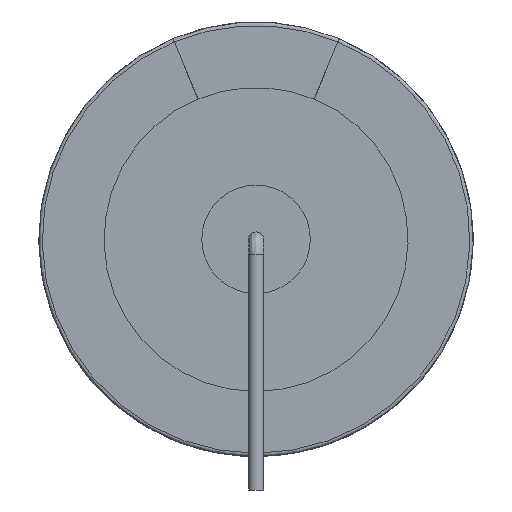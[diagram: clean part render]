
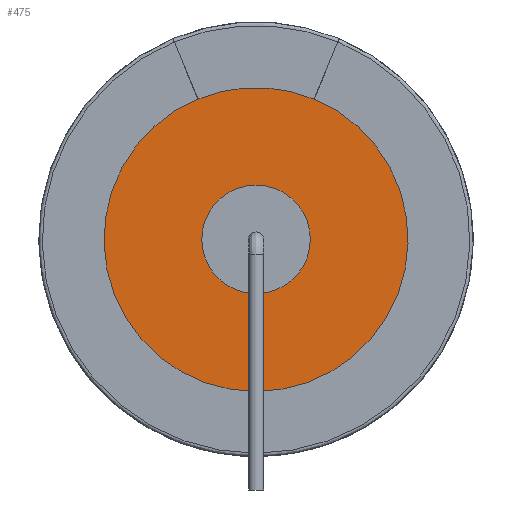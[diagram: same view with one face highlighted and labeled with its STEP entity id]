
A CAD part, left-side view. The second image highlights one B-rep face of the part: STEP entity #475.
In plain terms, the highlighted planar face has unit normal (-1, 0, 0).
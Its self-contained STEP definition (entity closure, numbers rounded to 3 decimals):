
#34=AXIS2_PLACEMENT_3D('',#35,#36,#37);
#35=CARTESIAN_POINT('',(3.7,0.,13.));
#36=DIRECTION('',(-1.,0.,0.));
#37=DIRECTION('',(0.,-0.383,0.924));
#120=VECTOR('',#121,1.);
#121=DIRECTION('',(0.,0.383,-0.924));
#207=VERTEX_POINT('',#208);
#208=CARTESIAN_POINT('',(3.7,-3.482,21.407));
#213=EDGE_CURVE('',#207,#214,#216,.T.);
#214=VERTEX_POINT('',#215);
#215=CARTESIAN_POINT('',(3.7,-3.479,21.398));
#216=LINE('',#217,#120);
#217=CARTESIAN_POINT('',(3.7,-1.25,16.018));
#351=VECTOR('',#352,1.);
#352=DIRECTION('',(0.,-0.383,-0.924));
#431=VERTEX_POINT('',#432);
#432=CARTESIAN_POINT('',(3.7,3.482,21.407));
#435=ORIENTED_EDGE('',*,*,#436,.T.);
#436=EDGE_CURVE('',#431,#437,#439,.T.);
#437=VERTEX_POINT('',#438);
#438=CARTESIAN_POINT('',(3.7,3.479,21.398));
#439=LINE('',#440,#351);
#440=CARTESIAN_POINT('',(3.7,1.25,16.018));
#469=EDGE_CURVE('',#214,#437,#470,.T.);
#470=CIRCLE('',#34,9.09);
#475=ADVANCED_FACE('',(#476,#490),#497,.F.);
#476=FACE_BOUND('',#477,.F.);
#477=EDGE_LOOP('',(#478,#486,#435,#488,#489));
#478=ORIENTED_EDGE('',*,*,#479,.T.);
#479=EDGE_CURVE('',#207,#480,#482,.T.);
#480=VERTEX_POINT('',#481);
#481=CARTESIAN_POINT('',(3.7,0.,3.9));
#482=CIRCLE('',#483,9.1);
#483=AXIS2_PLACEMENT_3D('',#35,#484,#485);
#484=DIRECTION('',(1.,-0.,0.));
#485=DIRECTION('',(0.,0.,-1.));
#486=ORIENTED_EDGE('',*,*,#487,.T.);
#487=EDGE_CURVE('',#480,#431,#482,.T.);
#488=ORIENTED_EDGE('',*,*,#469,.F.);
#489=ORIENTED_EDGE('',*,*,#213,.F.);
#490=FACE_BOUND('',#491,.F.);
#491=EDGE_LOOP('',(#492));
#492=ORIENTED_EDGE('',*,*,#493,.F.);
#493=EDGE_CURVE('',#494,#494,#496,.T.);
#494=VERTEX_POINT('',#495);
#495=CARTESIAN_POINT('',(3.7,0.,9.75));
#496=CIRCLE('',#483,3.25);
#497=PLANE('',#498);
#498=AXIS2_PLACEMENT_3D('',#499,#500,#485);
#499=CARTESIAN_POINT('',(3.7,0.,13.));
#500=DIRECTION('',(1.,0.,0.));
